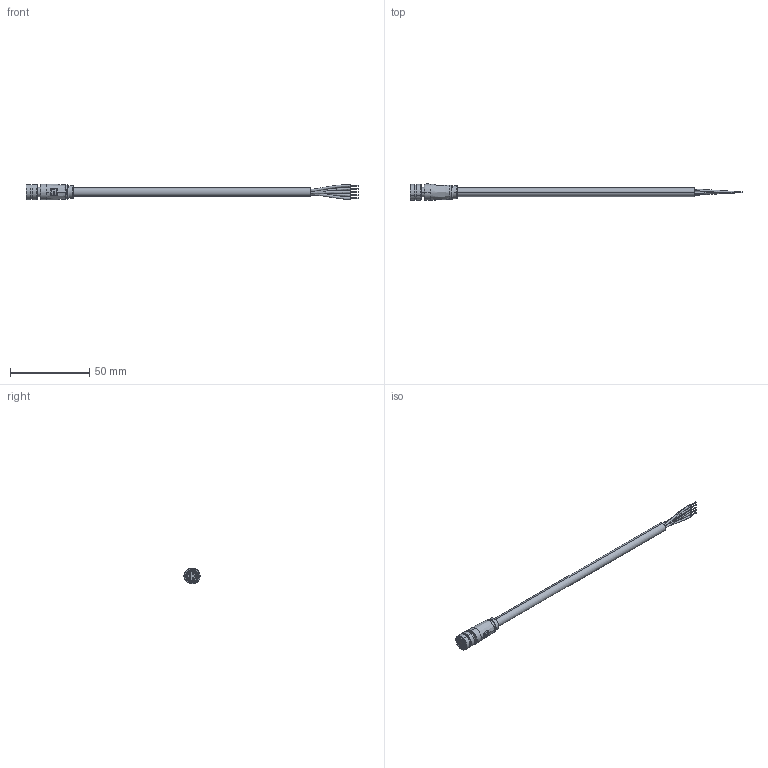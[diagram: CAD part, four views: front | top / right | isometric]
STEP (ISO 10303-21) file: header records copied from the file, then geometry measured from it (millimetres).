
FILE_DESCRIPTION (( 'STEP AP203' ), '1' );
FILE_NAME ('10-05349revA.STEP', '2023-03-17T20:21:43', ( '' ), ( '' ), 'SwSTEP 2.0', 'SolidWorks 2021', '' );
FILE_SCHEMA (( 'CONFIG_CONTROL_DESIGN' ));
Length unit declared in the file: millimetre
Products named in the file (8): 30-02980_s + t; 50-01004-02_STEP; 50-01004-01___; 10-05349revA; 50-01004-03___; 50-01004_STEP; 24-00400_3D print; 50-01004-04___
Assembly tree (11 placements, depth 3):
  10-05349revA
    30-02980_s + t
    24-00400_3D print
    50-01004_STEP
      50-01004-01___
      50-01004-02_STEP
      50-01004-03___  x5
      50-01004-04___
Bounding box: 210 x 10.25 x 10 mm (x, y, z)
Volume: 5860.1 mm3; surface area: 35052.9 mm2
Topology: 422 solids, 422 shells, 2563 faces, 4981 edges, 3285 vertices
Faces by surface type: cylinder 1384, plane 1004, bspline 100, cone 62, torus 13
Entity records: 64567 total; most frequent: CARTESIAN_POINT 14359, DIRECTION 11383, ORIENTED_EDGE 8780, AXIS2_PLACEMENT_3D 4957, EDGE_CURVE 4390, VERTEX_POINT 2909, EDGE_LOOP 2783, CIRCLE 2683
